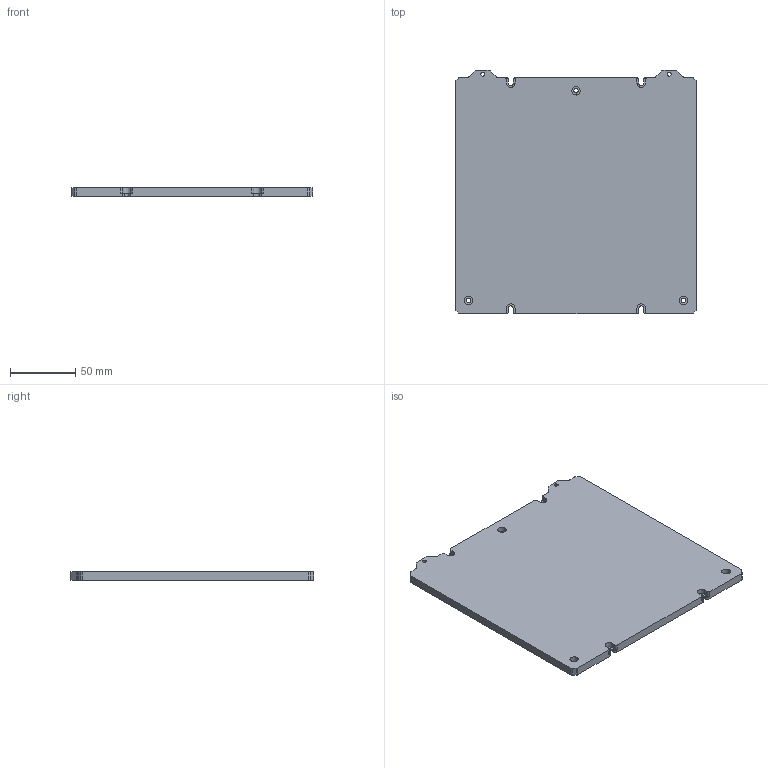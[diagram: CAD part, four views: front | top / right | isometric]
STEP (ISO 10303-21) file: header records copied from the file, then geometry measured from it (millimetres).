
FILE_DESCRIPTION(/* description */ (''),/* implementation_level */ '2;1');
FILE_NAME(/* name */ 'ATP5 Plate for CNC.step',/* time_stamp */ '2024-10-26T11:17:31+02:00',/* author */ (''),/* organization */ (''),/* preprocessor_version */ 'ST-DEVELOPER v20',/* originating_system */ 'Autodesk Translation Framework v13.20.0.188',/* authorisation */ '');
FILE_SCHEMA (('AUTOMOTIVE_DESIGN { 1 0 10303 214 3 1 1 }'));
Length unit declared in the file: millimetre
Products named in the file (2): (Unsaved); ATP5 Aluminium Bed
Assembly tree (1 placements, depth 2):
  (Unsaved)
    ATP5 Aluminium Bed
Bounding box: 185 x 186.5 x 6.35 mm (x, y, z)
Volume: 212184.7 mm3; surface area: 72393.6 mm2
Topology: 1 solids, 1 shells, 93 faces, 264 edges, 176 vertices
Faces by surface type: cylinder 48, plane 45
Full cylindrical faces by diameter (mm): 3 x2, 3.4 x3, 6.5 x3
Entity records: 3134 total; most frequent: DIRECTION 552, CARTESIAN_POINT 536, ORIENTED_EDGE 528, EDGE_CURVE 264, AXIS2_PLACEMENT_3D 192, VERTEX_POINT 176, LINE 168, VECTOR 168
